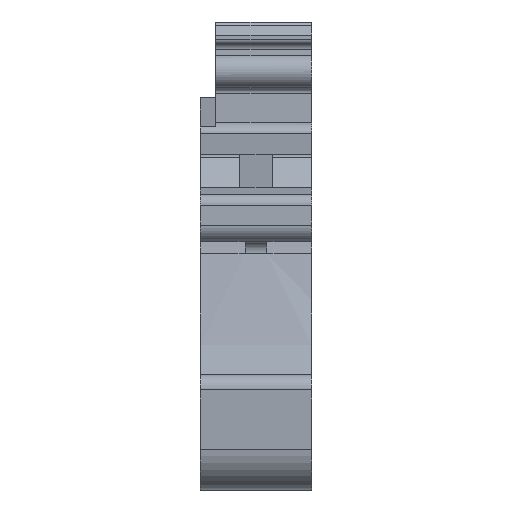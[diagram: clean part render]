
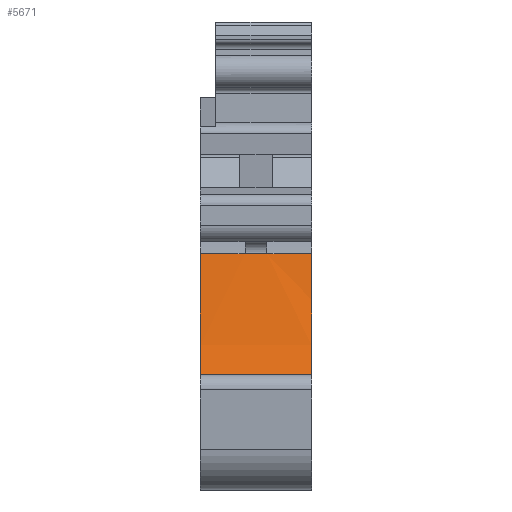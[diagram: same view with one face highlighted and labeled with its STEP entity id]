
A CAD part, front view. The second image highlights one B-rep face of the part: STEP entity #5671.
In plain terms, the highlighted cylindrical face has radius 35 mm (diameter 70 mm), a partial arc.
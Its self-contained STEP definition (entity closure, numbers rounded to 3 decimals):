
#1896=AXIS2_PLACEMENT_3D('Circle Axis2P3D',#1894,#1895,$) ;
#5649=AXIS2_PLACEMENT_3D('Cylinder Axis2P3D',#5646,#5647,#5648) ;
#5653=AXIS2_PLACEMENT_3D('Circle Axis2P3D',#5651,#5652,$) ;
#1891=CARTESIAN_POINT('Vertex',(5.1,4.659,10.834)) ;
#1894=CARTESIAN_POINT('Axis2P3D Location',(5.1,-30.038,15.436)) ;
#1898=CARTESIAN_POINT('Vertex',(5.1,3.238,4.584)) ;
#2419=CARTESIAN_POINT('Vertex',(3.05,4.659,10.834)) ;
#2422=CARTESIAN_POINT('Line Origine',(2.55,4.659,10.834)) ;
#3305=CARTESIAN_POINT('Vertex',(0.,4.659,10.834)) ;
#3308=CARTESIAN_POINT('Line Origine',(2.55,4.659,10.834)) ;
#3312=CARTESIAN_POINT('Vertex',(2.05,4.659,10.834)) ;
#3578=CARTESIAN_POINT('Line Origine',(2.55,4.659,10.834)) ;
#5646=CARTESIAN_POINT('Axis2P3D Location',(2.55,-30.038,15.436)) ;
#5651=CARTESIAN_POINT('Axis2P3D Location',(0.,-30.038,15.436)) ;
#5655=CARTESIAN_POINT('Vertex',(0.,3.238,4.584)) ;
#5658=CARTESIAN_POINT('Line Origine',(2.55,3.238,4.584)) ;
#1895=DIRECTION('Axis2P3D Direction',(-1.,0.,0.)) ;
#2423=DIRECTION('Vector Direction',(-1.,0.,0.)) ;
#3309=DIRECTION('Vector Direction',(-1.,0.,0.)) ;
#3579=DIRECTION('Vector Direction',(-1.,0.,0.)) ;
#5647=DIRECTION('Axis2P3D Direction',(-1.,0.,0.)) ;
#5648=DIRECTION('Axis2P3D XDirection',(0.,0.991,-0.131)) ;
#5652=DIRECTION('Axis2P3D Direction',(-1.,0.,0.)) ;
#5659=DIRECTION('Vector Direction',(-1.,0.,0.)) ;
#2424=VECTOR('Line Direction',#2423,1.) ;
#3310=VECTOR('Line Direction',#3309,1.) ;
#3580=VECTOR('Line Direction',#3579,1.) ;
#5660=VECTOR('Line Direction',#5659,1.) ;
#5664=ORIENTED_EDGE('',*,*,#1900,.T.) ;
#5665=ORIENTED_EDGE('',*,*,#2426,.F.) ;
#5666=ORIENTED_EDGE('',*,*,#3582,.F.) ;
#5667=ORIENTED_EDGE('',*,*,#3314,.T.) ;
#5668=ORIENTED_EDGE('',*,*,#5657,.F.) ;
#5669=ORIENTED_EDGE('',*,*,#5662,.T.) ;
#5671=ADVANCED_FACE('Hauptk\X2\00F6\X0\rper',(#5670),#5650,.F.) ;
#1897=CIRCLE('generated circle',#1896,35.) ;
#5654=CIRCLE('generated circle',#5653,35.) ;
#5650=CYLINDRICAL_SURFACE('generated cylinder',#5649,35.) ;
#1900=EDGE_CURVE('',#1899,#1892,#1897,.F.) ;
#2426=EDGE_CURVE('',#2420,#1892,#2425,.F.) ;
#3314=EDGE_CURVE('',#3313,#3306,#3311,.T.) ;
#3582=EDGE_CURVE('',#3313,#2420,#3581,.F.) ;
#5657=EDGE_CURVE('',#5656,#3306,#5654,.F.) ;
#5662=EDGE_CURVE('',#5656,#1899,#5661,.F.) ;
#5663=EDGE_LOOP('',(#5664,#5665,#5666,#5667,#5668,#5669)) ;
#5670=FACE_OUTER_BOUND('',#5663,.T.) ;
#2425=LINE('Line',#2422,#2424) ;
#3311=LINE('Line',#3308,#3310) ;
#3581=LINE('Line',#3578,#3580) ;
#5661=LINE('Line',#5658,#5660) ;
#1892=VERTEX_POINT('',#1891) ;
#1899=VERTEX_POINT('',#1898) ;
#2420=VERTEX_POINT('',#2419) ;
#3306=VERTEX_POINT('',#3305) ;
#3313=VERTEX_POINT('',#3312) ;
#5656=VERTEX_POINT('',#5655) ;
